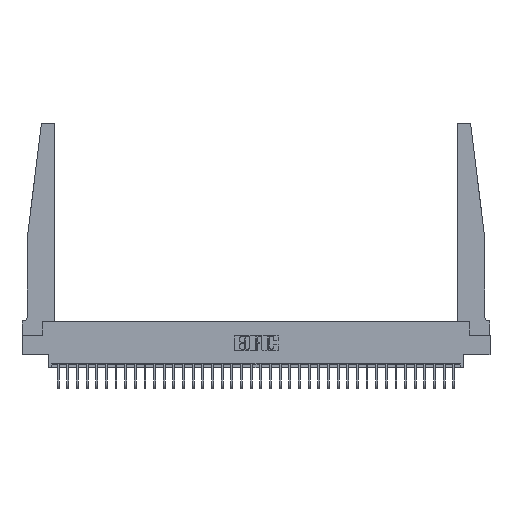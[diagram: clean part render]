
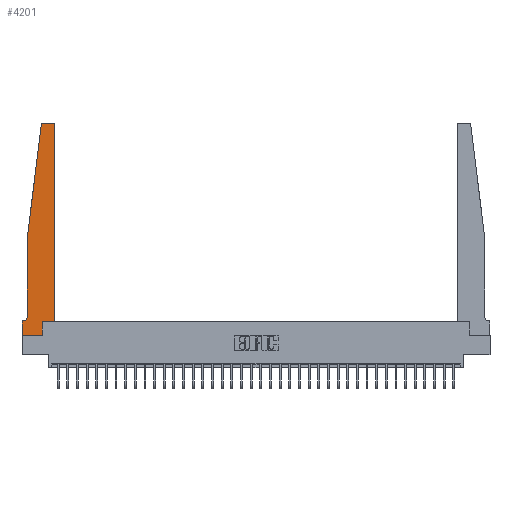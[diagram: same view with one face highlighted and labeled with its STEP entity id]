
A CAD part, top view. The second image highlights one B-rep face of the part: STEP entity #4201.
In plain terms, the highlighted planar face has unit normal (0, 0, 1).
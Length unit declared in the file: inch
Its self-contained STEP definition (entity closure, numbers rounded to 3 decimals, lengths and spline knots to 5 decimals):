
#908 = VECTOR ( 'NONE', #17593, 39.37008 ) ;
#1097 = CARTESIAN_POINT ( 'NONE',  ( 0.27653, 2.75, 0.37 ) ) ;
#1393 = AXIS2_PLACEMENT_3D ( 'NONE', #25112, #17426, #4510 ) ;
#1513 = FACE_OUTER_BOUND ( 'NONE', #16412, .T. ) ;
#1550 = CARTESIAN_POINT ( 'NONE',  ( 0.425, 0.18, 0.37 ) ) ;
#1683 = PLANE ( 'NONE',  #30191 ) ;
#1810 = VECTOR ( 'NONE', #28902, 39.37008 ) ;
#1854 = DIRECTION ( 'NONE',  ( 0., 0., 1. ) ) ;
#1947 = ORIENTED_EDGE ( 'NONE', *, *, #33593, .T. ) ;
#2190 = LINE ( 'NONE', #32086, #18833 ) ;
#2345 = CARTESIAN_POINT ( 'NONE',  ( 0.065, 0.2375, 0.37 ) ) ;
#2461 = VERTEX_POINT ( 'NONE', #3987 ) ;
#2862 = DIRECTION ( 'NONE',  ( 0., 1., 0. ) ) ;
#3208 = LINE ( 'NONE', #30136, #23154 ) ;
#3215 = DIRECTION ( 'NONE',  ( 0., 1., 0. ) ) ;
#3861 = VECTOR ( 'NONE', #24798, 39.37008 ) ;
#3872 = DIRECTION ( 'NONE',  ( 0., 0., 1. ) ) ;
#3987 = CARTESIAN_POINT ( 'NONE',  ( 0.24675, 2.72367, 0.37 ) ) ;
#4201 = ADVANCED_FACE ( 'NONE', ( #1513 ), #1683, .T. ) ;
#4276 = DIRECTION ( 'NONE',  ( -0.122, -0.992, 0. ) ) ;
#4510 = DIRECTION ( 'NONE',  ( -1., 0., 0. ) ) ;
#4663 = DIRECTION ( 'NONE',  ( -1., 0., 0. ) ) ;
#5842 = DIRECTION ( 'NONE',  ( 1., 0., 0. ) ) ;
#6187 = ORIENTED_EDGE ( 'NONE', *, *, #19532, .T. ) ;
#6684 = LINE ( 'NONE', #27152, #30916 ) ;
#7765 = LINE ( 'NONE', #23980, #1810 ) ;
#7881 = ORIENTED_EDGE ( 'NONE', *, *, #33316, .T. ) ;
#8147 = VERTEX_POINT ( 'NONE', #22394 ) ;
#8190 = EDGE_CURVE ( 'NONE', #28678, #22889, #6684, .T. ) ;
#9382 = ORIENTED_EDGE ( 'NONE', *, *, #8190, .T. ) ;
#9653 = VERTEX_POINT ( 'NONE', #27382 ) ;
#9681 = LINE ( 'NONE', #28553, #26463 ) ;
#10485 = VERTEX_POINT ( 'NONE', #26372 ) ;
#11329 = EDGE_CURVE ( 'NONE', #14212, #28678, #2190, .T. ) ;
#11689 = VECTOR ( 'NONE', #30526, 39.37008 ) ;
#11850 = LINE ( 'NONE', #1550, #908 ) ;
#11970 = LINE ( 'NONE', #12320, #11689 ) ;
#11978 = VERTEX_POINT ( 'NONE', #19575 ) ;
#12320 = CARTESIAN_POINT ( 'NONE',  ( 0.065, 1.25, 0.37 ) ) ;
#12628 = CARTESIAN_POINT ( 'NONE',  ( 0., 0., 0.37 ) ) ;
#12875 = LINE ( 'NONE', #20535, #27071 ) ;
#13225 = CARTESIAN_POINT ( 'NONE',  ( 0.015, 0.1875, 0.37 ) ) ;
#13407 = AXIS2_PLACEMENT_3D ( 'NONE', #17130, #3872, #18163 ) ;
#13708 = ORIENTED_EDGE ( 'NONE', *, *, #33868, .T. ) ;
#13879 = EDGE_CURVE ( 'NONE', #22889, #8147, #11850, .T. ) ;
#14171 = CARTESIAN_POINT ( 'NONE',  ( 0., 0., 0.37 ) ) ;
#14212 = VERTEX_POINT ( 'NONE', #12628 ) ;
#14384 = CARTESIAN_POINT ( 'NONE',  ( 0.27653, 2.72, 0.37 ) ) ;
#15316 = CIRCLE ( 'NONE', #1393, 0.05 ) ;
#15760 = CIRCLE ( 'NONE', #19668, 0.03 ) ;
#16412 = EDGE_LOOP ( 'NONE', ( #25966, #23803, #1947, #20731, #7881, #13708, #17503, #23940, #9382, #30254, #6187, #19703 ) ) ;
#16965 = CARTESIAN_POINT ( 'NONE',  ( 0., 0.1875, 0.37 ) ) ;
#17130 = CARTESIAN_POINT ( 'NONE',  ( 0.395, 2.72, 0.37 ) ) ;
#17426 = DIRECTION ( 'NONE',  ( 0., 0., -1. ) ) ;
#17503 = ORIENTED_EDGE ( 'NONE', *, *, #20034, .T. ) ;
#17593 = DIRECTION ( 'NONE',  ( 1., 0., 0. ) ) ;
#18163 = DIRECTION ( 'NONE',  ( 1., 0., 0. ) ) ;
#18833 = VECTOR ( 'NONE', #20860, 39.37008 ) ;
#19532 = EDGE_CURVE ( 'NONE', #8147, #10485, #3208, .T. ) ;
#19575 = CARTESIAN_POINT ( 'NONE',  ( 0.065, 1.25, 0.37 ) ) ;
#19668 = AXIS2_PLACEMENT_3D ( 'NONE', #14384, #25009, #5842 ) ;
#19703 = ORIENTED_EDGE ( 'NONE', *, *, #28153, .T. ) ;
#20034 = EDGE_CURVE ( 'NONE', #23693, #14212, #27950, .T. ) ;
#20181 = VERTEX_POINT ( 'NONE', #13225 ) ;
#20395 = EDGE_CURVE ( 'NONE', #11978, #24806, #11970, .T. ) ;
#20535 = CARTESIAN_POINT ( 'NONE',  ( 0.065, 0.1875, 0.37 ) ) ;
#20731 = ORIENTED_EDGE ( 'NONE', *, *, #20395, .T. ) ;
#20860 = DIRECTION ( 'NONE',  ( 1., 0., 0. ) ) ;
#22394 = CARTESIAN_POINT ( 'NONE',  ( 0.425, 0.18, 0.37 ) ) ;
#22889 = VERTEX_POINT ( 'NONE', #29269 ) ;
#23154 = VECTOR ( 'NONE', #2862, 39.37008 ) ;
#23693 = VERTEX_POINT ( 'NONE', #16965 ) ;
#23803 = ORIENTED_EDGE ( 'NONE', *, *, #31034, .T. ) ;
#23940 = ORIENTED_EDGE ( 'NONE', *, *, #11329, .T. ) ;
#23980 = CARTESIAN_POINT ( 'NONE',  ( 0.25, 2.75, 0.37 ) ) ;
#24798 = DIRECTION ( 'NONE',  ( 0., -1., 0. ) ) ;
#24806 = VERTEX_POINT ( 'NONE', #2345 ) ;
#25009 = DIRECTION ( 'NONE',  ( 0., 0., 1. ) ) ;
#25112 = CARTESIAN_POINT ( 'NONE',  ( 0.015, 0.2375, 0.37 ) ) ;
#25966 = ORIENTED_EDGE ( 'NONE', *, *, #30798, .T. ) ;
#26372 = CARTESIAN_POINT ( 'NONE',  ( 0.425, 2.72, 0.37 ) ) ;
#26463 = VECTOR ( 'NONE', #4276, 39.37008 ) ;
#27071 = VECTOR ( 'NONE', #4663, 39.37008 ) ;
#27152 = CARTESIAN_POINT ( 'NONE',  ( 0.2605, 0.18, 0.37 ) ) ;
#27382 = CARTESIAN_POINT ( 'NONE',  ( 0.395, 2.75, 0.37 ) ) ;
#27950 = LINE ( 'NONE', #14171, #3861 ) ;
#28153 = EDGE_CURVE ( 'NONE', #10485, #9653, #28460, .T. ) ;
#28460 = CIRCLE ( 'NONE', #13407, 0.03 ) ;
#28553 = CARTESIAN_POINT ( 'NONE',  ( 0.065, 1.25, 0.37 ) ) ;
#28678 = VERTEX_POINT ( 'NONE', #30349 ) ;
#28902 = DIRECTION ( 'NONE',  ( -1., 0., 0. ) ) ;
#29037 = VERTEX_POINT ( 'NONE', #1097 ) ;
#29269 = CARTESIAN_POINT ( 'NONE',  ( 0.2605, 0.18, 0.37 ) ) ;
#30136 = CARTESIAN_POINT ( 'NONE',  ( 0.425, 0.18, 0.37 ) ) ;
#30191 = AXIS2_PLACEMENT_3D ( 'NONE', #31410, #1854, #33849 ) ;
#30254 = ORIENTED_EDGE ( 'NONE', *, *, #13879, .T. ) ;
#30349 = CARTESIAN_POINT ( 'NONE',  ( 0.2605, 0., 0.37 ) ) ;
#30526 = DIRECTION ( 'NONE',  ( 0., -1., 0. ) ) ;
#30798 = EDGE_CURVE ( 'NONE', #9653, #29037, #7765, .T. ) ;
#30916 = VECTOR ( 'NONE', #3215, 39.37008 ) ;
#31034 = EDGE_CURVE ( 'NONE', #29037, #2461, #15760, .T. ) ;
#31410 = CARTESIAN_POINT ( 'NONE',  ( 0., 0.1875, 0.37 ) ) ;
#32086 = CARTESIAN_POINT ( 'NONE',  ( 0., 0., 0.37 ) ) ;
#33316 = EDGE_CURVE ( 'NONE', #24806, #20181, #15316, .T. ) ;
#33593 = EDGE_CURVE ( 'NONE', #2461, #11978, #9681, .T. ) ;
#33849 = DIRECTION ( 'NONE',  ( 1., 0., 0. ) ) ;
#33868 = EDGE_CURVE ( 'NONE', #20181, #23693, #12875, .T. ) ;
